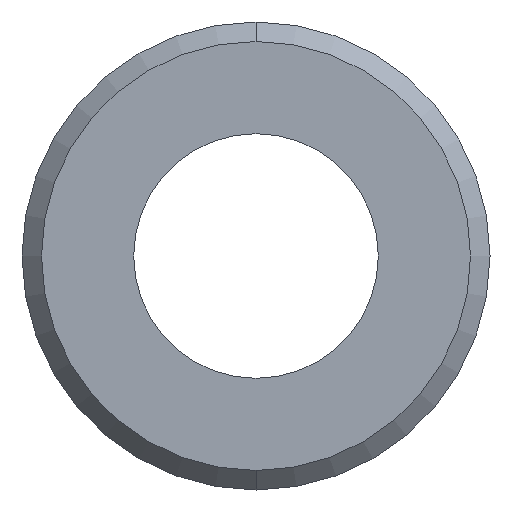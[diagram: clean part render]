
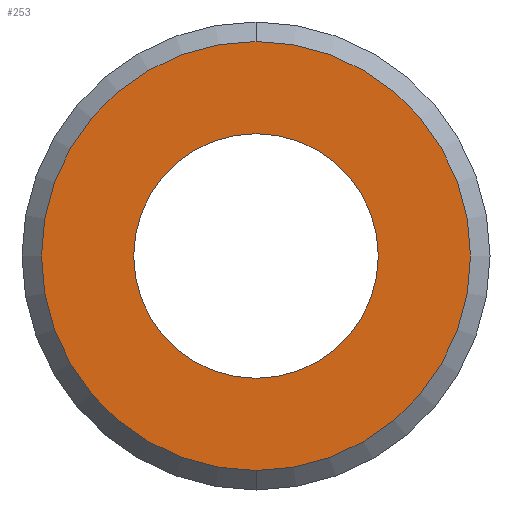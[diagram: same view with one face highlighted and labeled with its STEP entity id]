
A CAD part, front view. The second image highlights one B-rep face of the part: STEP entity #253.
In plain terms, the highlighted planar face has unit normal (0, -1, 0).
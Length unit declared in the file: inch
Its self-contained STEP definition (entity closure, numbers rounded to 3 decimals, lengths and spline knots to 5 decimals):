
#10 = DIRECTION ( 'NONE',  ( 0., 1., 0. ) ) ;
#13 = CARTESIAN_POINT ( 'NONE',  ( 0., -0.62598, 0. ) ) ;
#14 = VERTEX_POINT ( 'NONE', #279 ) ;
#30 = EDGE_CURVE ( 'NONE', #104, #246, #293, .T. ) ;
#39 = AXIS2_PLACEMENT_3D ( 'NONE', #116, #216, #277 ) ;
#48 = EDGE_LOOP ( 'NONE', ( #217, #269 ) ) ;
#50 = AXIS2_PLACEMENT_3D ( 'NONE', #310, #313, #187 ) ;
#54 = AXIS2_PLACEMENT_3D ( 'NONE', #275, #10, #330 ) ;
#83 = VERTEX_POINT ( 'NONE', #165 ) ;
#90 = DIRECTION ( 'NONE',  ( 0., 1., 0. ) ) ;
#104 = VERTEX_POINT ( 'NONE', #117 ) ;
#106 = CIRCLE ( 'NONE', #50, 0.17188 ) ;
#116 = CARTESIAN_POINT ( 'NONE',  ( 0., -0.62598, 0. ) ) ;
#117 = CARTESIAN_POINT ( 'NONE',  ( 0., -0.62598, -0.098 ) ) ;
#122 = EDGE_CURVE ( 'NONE', #83, #14, #106, .T. ) ;
#123 = CARTESIAN_POINT ( 'NONE',  ( 0., -0.62598, 0. ) ) ;
#138 = CARTESIAN_POINT ( 'NONE',  ( 0., -0.62598, 0.098 ) ) ;
#145 = DIRECTION ( 'NONE',  ( 0., 0., 1. ) ) ;
#165 = CARTESIAN_POINT ( 'NONE',  ( 0., -0.62598, -0.17188 ) ) ;
#166 = CIRCLE ( 'NONE', #39, 0.17188 ) ;
#167 = FACE_BOUND ( 'NONE', #337, .T. ) ;
#171 = DIRECTION ( 'NONE',  ( 0., 1., 0. ) ) ;
#187 = DIRECTION ( 'NONE',  ( 0., 0., 1. ) ) ;
#216 = DIRECTION ( 'NONE',  ( 0., -1., 0. ) ) ;
#217 = ORIENTED_EDGE ( 'NONE', *, *, #259, .T. ) ;
#240 = EDGE_CURVE ( 'NONE', #246, #104, #286, .T. ) ;
#241 = PLANE ( 'NONE',  #54 ) ;
#246 = VERTEX_POINT ( 'NONE', #138 ) ;
#251 = FACE_OUTER_BOUND ( 'NONE', #48, .T. ) ;
#253 = ADVANCED_FACE ( 'NONE', ( #167, #251 ), #241, .F. ) ;
#259 = EDGE_CURVE ( 'NONE', #14, #83, #166, .T. ) ;
#263 = AXIS2_PLACEMENT_3D ( 'NONE', #13, #171, #145 ) ;
#266 = AXIS2_PLACEMENT_3D ( 'NONE', #123, #90, #273 ) ;
#269 = ORIENTED_EDGE ( 'NONE', *, *, #122, .T. ) ;
#273 = DIRECTION ( 'NONE',  ( 0., 0., 1. ) ) ;
#275 = CARTESIAN_POINT ( 'NONE',  ( 0., -0.62598, 0. ) ) ;
#277 = DIRECTION ( 'NONE',  ( 0., 0., 1. ) ) ;
#279 = CARTESIAN_POINT ( 'NONE',  ( 0., -0.62598, 0.17188 ) ) ;
#286 = CIRCLE ( 'NONE', #266, 0.098 ) ;
#290 = ORIENTED_EDGE ( 'NONE', *, *, #240, .T. ) ;
#293 = CIRCLE ( 'NONE', #263, 0.098 ) ;
#295 = ORIENTED_EDGE ( 'NONE', *, *, #30, .T. ) ;
#310 = CARTESIAN_POINT ( 'NONE',  ( 0., -0.62598, 0. ) ) ;
#313 = DIRECTION ( 'NONE',  ( 0., -1., 0. ) ) ;
#330 = DIRECTION ( 'NONE',  ( 0., 0., 1. ) ) ;
#337 = EDGE_LOOP ( 'NONE', ( #290, #295 ) ) ;
